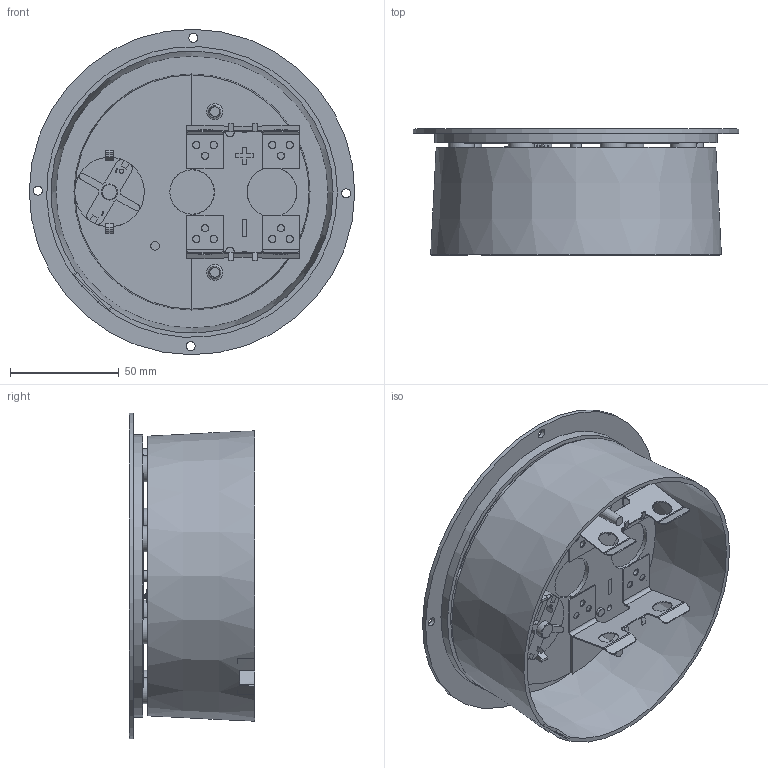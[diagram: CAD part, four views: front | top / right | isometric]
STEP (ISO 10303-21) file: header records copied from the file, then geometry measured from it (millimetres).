
FILE_DESCRIPTION((''),'2;1');
FILE_NAME('B 035 Modell.stp','2017-01-30T09:24:57',('bauer'),(''),'Autodesk Inventor 2012','Autodesk Inventor 2012','');
FILE_SCHEMA(('AUTOMOTIVE_DESIGN { 1 0 10303 214 1 1 1 1 }'));
Length unit declared in the file: millimetre
Products named in the file (1): B 035 Modell
Bounding box: 149.99 x 58.02 x 149.99 mm (x, y, z)
Volume: 211449.3 mm3; surface area: 133207.8 mm2
Topology: 10 solids, 20 shells, 1890 faces, 5289 edges, 3510 vertices
Faces by surface type: cylinder 755, bspline 570, plane 513, cone 39, sphere 8, torus 5
Full cylindrical faces by diameter (mm): 1.9 x1, 1.98 x1, 2 x1, 2.113 x2, 2.5 x2, 2.51 x1, 2.8 x2, 3 x2, 3.02 x1, 3.2 x4, 3.3 x12, 4 x2, 4.2 x4, 5 x1, 5.15 x1, 6.2 x1, 6.7 x1, 7.4 x1, 8 x1, 9 x4, 9.8 x8, 10.2 x1, 12 x8, 23 x1, 48 x1, 126 x1, 130 x1, 150 x1
Entity records: 75488 total; most frequent: CARTESIAN_POINT 27781, ORIENTED_EDGE 10278, DIRECTION 8321, EDGE_CURVE 5139, VERTEX_POINT 3486, AXIS2_PLACEMENT_3D 3005, VECTOR 2311, LINE 2311
